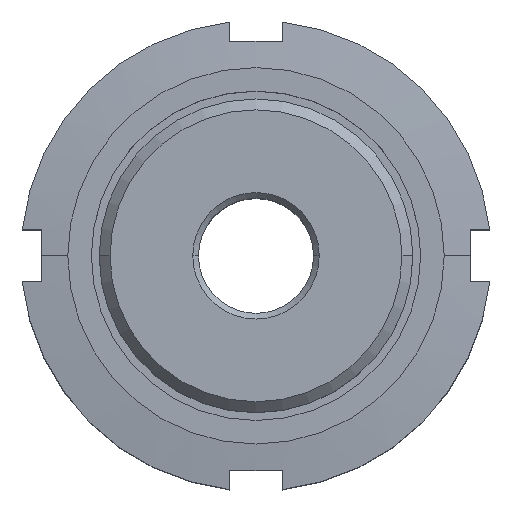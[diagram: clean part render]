
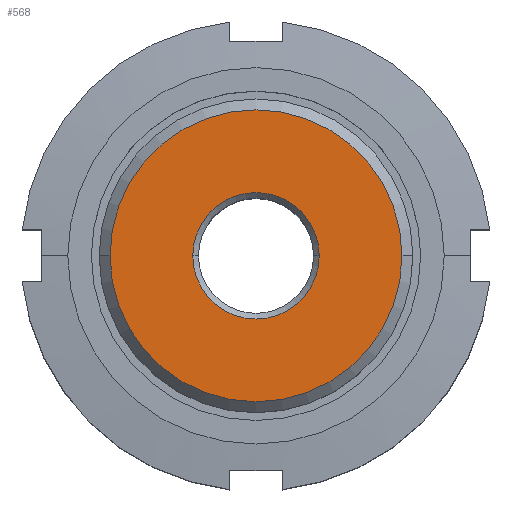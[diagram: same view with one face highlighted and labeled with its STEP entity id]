
A CAD part, top view. The second image highlights one B-rep face of the part: STEP entity #568.
In plain terms, the highlighted planar face has unit normal (0, 0, 1).
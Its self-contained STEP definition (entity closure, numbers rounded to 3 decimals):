
#446=VERTEX_POINT('',#1213);
#484=VERTEX_POINT('',#1258);
#568=ADVANCED_FACE('',(#1348,#1349),#1350,.T.);
#582=EDGE_CURVE('',#484,#446,#1366,.T.);
#586=EDGE_CURVE('',#860,#862,#1370,.T.);
#606=EDGE_CURVE('',#862,#860,#1392,.T.);
#860=VERTEX_POINT('',#1679);
#862=VERTEX_POINT('',#1681);
#1132=EDGE_CURVE('',#446,#484,#1975,.T.);
#1213=CARTESIAN_POINT('',(-13.96,0.,22.0));
#1258=CARTESIAN_POINT('',(13.96,0.,22.0));
#1348=FACE_OUTER_BOUND('',#2349,.T.);
#1349=FACE_BOUND('',#2350,.T.);
#1350=PLANE('',#2351);
#1366=CIRCLE('',#2380,13.96);
#1370=CIRCLE('',#2385,6.05);
#1392=CIRCLE('',#2416,6.05);
#1679=CARTESIAN_POINT('',(6.05,0.,22.0));
#1681=CARTESIAN_POINT('',(-6.05,0.,22.0));
#1975=CIRCLE('',#3537,13.96);
#2349=EDGE_LOOP('',(#3780,#3781));
#2350=EDGE_LOOP('',(#3782,#3783));
#2351=AXIS2_PLACEMENT_3D('',#3784,#3785,#3786);
#2380=AXIS2_PLACEMENT_3D('',#3801,#3802,#3803);
#2385=AXIS2_PLACEMENT_3D('',#3804,#3805,#3806);
#2416=AXIS2_PLACEMENT_3D('',#3832,#3833,#3834);
#3537=AXIS2_PLACEMENT_3D('',#4470,#4471,#4472);
#3780=ORIENTED_EDGE('',*,*,#582,.F.);
#3781=ORIENTED_EDGE('',*,*,#1132,.F.);
#3782=ORIENTED_EDGE('',*,*,#586,.T.);
#3783=ORIENTED_EDGE('',*,*,#606,.T.);
#3784=CARTESIAN_POINT('',(10.005,0.,22.0));
#3785=DIRECTION('',(0.0,0.,1.0));
#3786=DIRECTION('',(-1.0,0.0,0.0));
#3801=CARTESIAN_POINT('',(0.0,0.,22.0));
#3802=DIRECTION('',(0.0,0.,-1.0));
#3803=DIRECTION('',(1.0,0.0,0.0));
#3804=CARTESIAN_POINT('',(0.0,0.,22.0));
#3805=DIRECTION('',(0.0,0.,-1.0));
#3806=DIRECTION('',(1.0,0.0,0.0));
#3832=CARTESIAN_POINT('',(0.0,0.,22.0));
#3833=DIRECTION('',(0.0,0.,-1.0));
#3834=DIRECTION('',(1.0,0.0,0.0));
#4470=CARTESIAN_POINT('',(0.0,0.,22.0));
#4471=DIRECTION('',(0.0,0.,-1.0));
#4472=DIRECTION('',(1.0,0.0,0.0));
